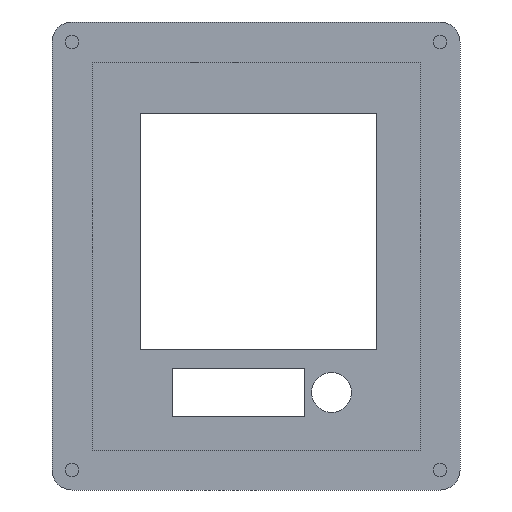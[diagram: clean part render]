
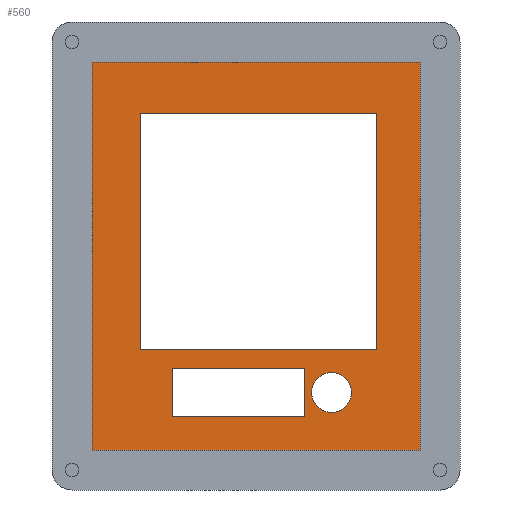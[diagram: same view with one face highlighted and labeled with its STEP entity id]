
A CAD part, front view. The second image highlights one B-rep face of the part: STEP entity #560.
In plain terms, the highlighted planar face has unit normal (0, -1, 0).
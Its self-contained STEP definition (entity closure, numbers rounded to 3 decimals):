
#20=FACE_BOUND('',#111,.T.);
#21=FACE_BOUND('',#112,.T.);
#22=FACE_BOUND('',#113,.T.);
#48=CIRCLE('',#620,5.);
#73=FACE_OUTER_BOUND('',#110,.T.);
#110=EDGE_LOOP('',(#447,#448,#449,#450));
#111=EDGE_LOOP('',(#451,#452,#453,#454));
#112=EDGE_LOOP('',(#455));
#113=EDGE_LOOP('',(#456,#457,#458,#459));
#128=LINE('',#799,#185);
#132=LINE('',#807,#189);
#135=LINE('',#813,#192);
#138=LINE('',#818,#195);
#158=LINE('',#888,#215);
#161=LINE('',#893,#218);
#163=LINE('',#897,#220);
#165=LINE('',#900,#222);
#167=LINE('',#910,#224);
#168=LINE('',#912,#225);
#169=LINE('',#914,#226);
#170=LINE('',#915,#227);
#185=VECTOR('',#640,10.);
#189=VECTOR('',#646,10.);
#192=VECTOR('',#651,10.);
#195=VECTOR('',#656,10.);
#215=VECTOR('',#724,10.);
#218=VECTOR('',#729,10.);
#220=VECTOR('',#733,10.);
#222=VECTOR('',#737,10.);
#224=VECTOR('',#747,10.);
#225=VECTOR('',#748,10.);
#226=VECTOR('',#749,10.);
#227=VECTOR('',#750,10.);
#242=VERTEX_POINT('',#797);
#243=VERTEX_POINT('',#798);
#246=VERTEX_POINT('',#806);
#248=VERTEX_POINT('',#812);
#274=VERTEX_POINT('',#886);
#275=VERTEX_POINT('',#887);
#276=VERTEX_POINT('',#892);
#277=VERTEX_POINT('',#896);
#279=VERTEX_POINT('',#906);
#280=VERTEX_POINT('',#908);
#281=VERTEX_POINT('',#909);
#282=VERTEX_POINT('',#911);
#283=VERTEX_POINT('',#913);
#292=EDGE_CURVE('',#242,#243,#128,.T.);
#296=EDGE_CURVE('',#243,#246,#132,.T.);
#299=EDGE_CURVE('',#246,#248,#135,.T.);
#302=EDGE_CURVE('',#248,#242,#138,.T.);
#334=EDGE_CURVE('',#274,#275,#158,.T.);
#337=EDGE_CURVE('',#275,#276,#161,.T.);
#339=EDGE_CURVE('',#276,#277,#163,.T.);
#341=EDGE_CURVE('',#277,#274,#165,.T.);
#344=EDGE_CURVE('',#279,#279,#48,.T.);
#345=EDGE_CURVE('',#280,#281,#167,.T.);
#346=EDGE_CURVE('',#282,#280,#168,.T.);
#347=EDGE_CURVE('',#283,#282,#169,.T.);
#348=EDGE_CURVE('',#281,#283,#170,.T.);
#447=ORIENTED_EDGE('',*,*,#334,.T.);
#448=ORIENTED_EDGE('',*,*,#337,.T.);
#449=ORIENTED_EDGE('',*,*,#339,.T.);
#450=ORIENTED_EDGE('',*,*,#341,.T.);
#451=ORIENTED_EDGE('',*,*,#299,.T.);
#452=ORIENTED_EDGE('',*,*,#302,.T.);
#453=ORIENTED_EDGE('',*,*,#292,.T.);
#454=ORIENTED_EDGE('',*,*,#296,.T.);
#455=ORIENTED_EDGE('',*,*,#344,.F.);
#456=ORIENTED_EDGE('',*,*,#345,.F.);
#457=ORIENTED_EDGE('',*,*,#346,.F.);
#458=ORIENTED_EDGE('',*,*,#347,.F.);
#459=ORIENTED_EDGE('',*,*,#348,.F.);
#532=PLANE('',#619);
#560=ADVANCED_FACE('',(#73,#20,#21,#22),#532,.F.);
#619=AXIS2_PLACEMENT_3D('',#905,#743,#744);
#620=AXIS2_PLACEMENT_3D('',#907,#745,#746);
#640=DIRECTION('',(0.,0.,1.));
#646=DIRECTION('',(1.,0.,0.));
#651=DIRECTION('',(0.,0.,-1.));
#656=DIRECTION('',(-1.,0.,0.));
#724=DIRECTION('',(0.,0.,-1.));
#729=DIRECTION('',(1.,0.,0.));
#733=DIRECTION('',(0.,0.,1.));
#737=DIRECTION('',(-1.,0.,0.));
#743=DIRECTION('center_axis',(0.,1.,0.));
#744=DIRECTION('ref_axis',(1.,0.,0.));
#745=DIRECTION('center_axis',(0.,-1.,0.));
#746=DIRECTION('ref_axis',(1.,0.,0.));
#747=DIRECTION('',(1.,0.,0.));
#748=DIRECTION('',(0.,0.,-1.));
#749=DIRECTION('',(-1.,0.,0.));
#750=DIRECTION('',(0.,0.,1.));
#797=CARTESIAN_POINT('',(12.,0.,25.));
#798=CARTESIAN_POINT('',(12.,0.,84.));
#799=CARTESIAN_POINT('',(12.,0.,66.25));
#806=CARTESIAN_POINT('',(71.,0.,84.));
#807=CARTESIAN_POINT('',(56.,0.,84.));
#812=CARTESIAN_POINT('',(71.,0.,25.));
#813=CARTESIAN_POINT('',(71.,0.,36.75));
#818=CARTESIAN_POINT('',(26.5,0.,25.));
#886=CARTESIAN_POINT('',(0.,0.,97.));
#887=CARTESIAN_POINT('',(0.,0.,0.));
#888=CARTESIAN_POINT('',(0.,0.,24.25));
#892=CARTESIAN_POINT('',(82.,0.,0.));
#893=CARTESIAN_POINT('',(61.5,0.,0.));
#896=CARTESIAN_POINT('',(82.,0.,97.));
#897=CARTESIAN_POINT('',(82.,0.,72.75));
#900=CARTESIAN_POINT('',(20.5,0.,97.));
#905=CARTESIAN_POINT('Origin',(41.,0.,48.5));
#906=CARTESIAN_POINT('',(54.9,0.,14.4));
#907=CARTESIAN_POINT('Origin',(59.9,0.,14.4));
#908=CARTESIAN_POINT('',(20.025,0.,8.4));
#909=CARTESIAN_POINT('',(53.025,0.,8.4));
#910=CARTESIAN_POINT('',(20.025,0.,8.4));
#911=CARTESIAN_POINT('',(20.025,0.,20.4));
#912=CARTESIAN_POINT('',(20.025,0.,20.4));
#913=CARTESIAN_POINT('',(53.025,0.,20.4));
#914=CARTESIAN_POINT('',(53.025,0.,20.4));
#915=CARTESIAN_POINT('',(53.025,0.,8.4));
